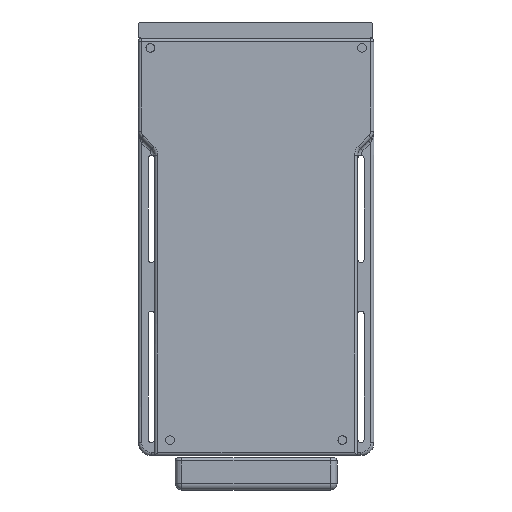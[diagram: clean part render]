
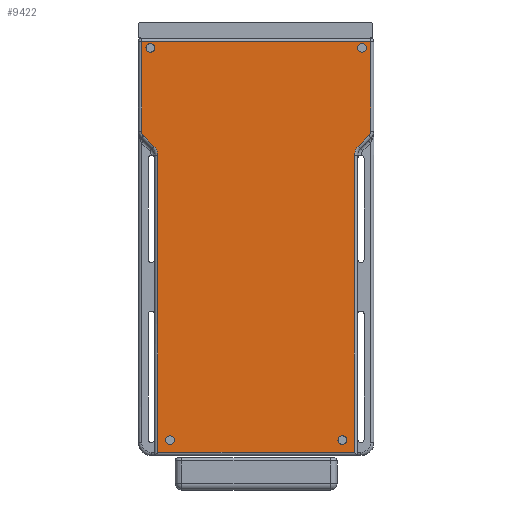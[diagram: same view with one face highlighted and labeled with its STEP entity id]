
A CAD part, left-side view. The second image highlights one B-rep face of the part: STEP entity #9422.
In plain terms, the highlighted face is planar.
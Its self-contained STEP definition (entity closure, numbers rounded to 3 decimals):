
#106=FACE_BOUND('',#1428,.T.);
#107=FACE_BOUND('',#1429,.T.);
#108=FACE_BOUND('',#1430,.T.);
#109=FACE_BOUND('',#1431,.T.);
#277=PLANE('',#10299);
#828=FACE_OUTER_BOUND('',#1427,.T.);
#1427=EDGE_LOOP('',(#7688,#7689,#7690,#7691,#7692,#7693,#7694,#7695,#7696,
#7697,#7698,#7699));
#1428=EDGE_LOOP('',(#7700));
#1429=EDGE_LOOP('',(#7701));
#1430=EDGE_LOOP('',(#7702));
#1431=EDGE_LOOP('',(#7703));
#2145=LINE('',#15383,#3017);
#2147=LINE('',#15391,#3019);
#2148=LINE('',#15403,#3020);
#2150=LINE('',#15414,#3022);
#2152=LINE('',#15418,#3024);
#2155=LINE('',#15429,#3027);
#2156=LINE('',#15440,#3028);
#2158=LINE('',#15449,#3030);
#3017=VECTOR('',#12345,10.);
#3019=VECTOR('',#12351,10.);
#3020=VECTOR('',#12366,10.);
#3022=VECTOR('',#12380,10.);
#3024=VECTOR('',#12384,10.);
#3027=VECTOR('',#12395,10.);
#3028=VECTOR('',#12408,10.);
#3030=VECTOR('',#12420,10.);
#3714=CIRCLE('',#10260,4.);
#3718=CIRCLE('',#10266,2.);
#3724=CIRCLE('',#10277,2.);
#3728=CIRCLE('',#10283,4.);
#3734=CIRCLE('',#10300,1.35);
#3735=CIRCLE('',#10301,1.35);
#3736=CIRCLE('',#10302,1.35);
#3737=CIRCLE('',#10303,1.35);
#4359=VERTEX_POINT('',#15376);
#4362=VERTEX_POINT('',#15381);
#4365=VERTEX_POINT('',#15388);
#4366=VERTEX_POINT('',#15390);
#4368=VERTEX_POINT('',#15395);
#4370=VERTEX_POINT('',#15401);
#4372=VERTEX_POINT('',#15407);
#4374=VERTEX_POINT('',#15417);
#4378=VERTEX_POINT('',#15427);
#4380=VERTEX_POINT('',#15432);
#4382=VERTEX_POINT('',#15438);
#4384=VERTEX_POINT('',#15444);
#4393=VERTEX_POINT('',#15486);
#4394=VERTEX_POINT('',#15488);
#4395=VERTEX_POINT('',#15490);
#4396=VERTEX_POINT('',#15492);
#5501=EDGE_CURVE('',#4362,#4359,#2145,.T.);
#5504=EDGE_CURVE('',#4365,#4366,#2147,.T.);
#5507=EDGE_CURVE('',#4368,#4365,#3714,.T.);
#5510=EDGE_CURVE('',#4370,#4368,#2148,.T.);
#5513=EDGE_CURVE('',#4372,#4370,#3718,.T.);
#5516=EDGE_CURVE('',#4359,#4372,#2150,.T.);
#5518=EDGE_CURVE('',#4366,#4374,#2152,.T.);
#5524=EDGE_CURVE('',#4378,#4362,#2155,.T.);
#5526=EDGE_CURVE('',#4380,#4378,#3724,.T.);
#5529=EDGE_CURVE('',#4382,#4380,#2156,.T.);
#5532=EDGE_CURVE('',#4384,#4382,#3728,.T.);
#5534=EDGE_CURVE('',#4374,#4384,#2158,.T.);
#5553=EDGE_CURVE('',#4393,#4393,#3734,.T.);
#5554=EDGE_CURVE('',#4394,#4394,#3735,.T.);
#5555=EDGE_CURVE('',#4395,#4395,#3736,.T.);
#5556=EDGE_CURVE('',#4396,#4396,#3737,.T.);
#7688=ORIENTED_EDGE('',*,*,#5504,.F.);
#7689=ORIENTED_EDGE('',*,*,#5507,.F.);
#7690=ORIENTED_EDGE('',*,*,#5510,.F.);
#7691=ORIENTED_EDGE('',*,*,#5513,.F.);
#7692=ORIENTED_EDGE('',*,*,#5516,.F.);
#7693=ORIENTED_EDGE('',*,*,#5501,.F.);
#7694=ORIENTED_EDGE('',*,*,#5524,.F.);
#7695=ORIENTED_EDGE('',*,*,#5526,.F.);
#7696=ORIENTED_EDGE('',*,*,#5529,.F.);
#7697=ORIENTED_EDGE('',*,*,#5532,.F.);
#7698=ORIENTED_EDGE('',*,*,#5534,.F.);
#7699=ORIENTED_EDGE('',*,*,#5518,.F.);
#7700=ORIENTED_EDGE('',*,*,#5553,.T.);
#7701=ORIENTED_EDGE('',*,*,#5554,.T.);
#7702=ORIENTED_EDGE('',*,*,#5555,.T.);
#7703=ORIENTED_EDGE('',*,*,#5556,.T.);
#9422=ADVANCED_FACE('',(#828,#106,#107,#108,#109),#277,.T.);
#10260=AXIS2_PLACEMENT_3D('',#15397,#12358,#12359);
#10266=AXIS2_PLACEMENT_3D('',#15409,#12372,#12373);
#10277=AXIS2_PLACEMENT_3D('',#15434,#12400,#12401);
#10283=AXIS2_PLACEMENT_3D('',#15446,#12414,#12415);
#10299=AXIS2_PLACEMENT_3D('',#15485,#12461,#12462);
#10300=AXIS2_PLACEMENT_3D('',#15487,#12463,#12464);
#10301=AXIS2_PLACEMENT_3D('',#15489,#12465,#12466);
#10302=AXIS2_PLACEMENT_3D('',#15491,#12467,#12468);
#10303=AXIS2_PLACEMENT_3D('',#15493,#12469,#12470);
#12345=DIRECTION('',(0.,-1.,0.));
#12351=DIRECTION('',(-1.,0.,0.));
#12358=DIRECTION('center_axis',(0.,0.,
1.));
#12359=DIRECTION('ref_axis',(0.383,0.924,0.));
#12366=DIRECTION('',(-0.707,0.707,0.));
#12372=DIRECTION('center_axis',(0.,0.,
-1.));
#12373=DIRECTION('ref_axis',(-0.383,-0.924,0.));
#12380=DIRECTION('',(-1.,0.,0.));
#12384=DIRECTION('',(0.,1.,0.));
#12395=DIRECTION('',(1.,0.,0.));
#12400=DIRECTION('center_axis',(0.,0.,
-1.));
#12401=DIRECTION('ref_axis',(-0.383,0.924,0.));
#12408=DIRECTION('',(0.707,0.707,0.));
#12414=DIRECTION('center_axis',(0.,0.,
1.));
#12415=DIRECTION('ref_axis',(0.383,-0.924,0.));
#12420=DIRECTION('',(1.,0.,0.));
#12461=DIRECTION('center_axis',(0.,0.,
1.));
#12462=DIRECTION('ref_axis',(1.,0.,0.));
#12463=DIRECTION('center_axis',(0.,0.,
-1.));
#12464=DIRECTION('ref_axis',(1.,0.,0.));
#12465=DIRECTION('center_axis',(0.,0.,
-1.));
#12466=DIRECTION('ref_axis',(1.,0.,0.));
#12467=DIRECTION('center_axis',(0.,0.,
-1.));
#12468=DIRECTION('ref_axis',(1.,0.,0.));
#12469=DIRECTION('center_axis',(0.,0.,
-1.));
#12470=DIRECTION('ref_axis',(1.,0.,0.));
#15376=CARTESIAN_POINT('',(44.1,-35.4,36.));
#15381=CARTESIAN_POINT('',(44.1,35.4,36.));
#15383=CARTESIAN_POINT('',(44.1,-17.7,36.));
#15388=CARTESIAN_POINT('',(8.857,-30.4,36.));
#15390=CARTESIAN_POINT('',(-82.9,-30.4,36.));
#15391=CARTESIAN_POINT('',(-51.65,-30.4,36.));
#15395=CARTESIAN_POINT('',(11.686,-31.572,36.));
#15397=CARTESIAN_POINT('Origin',(8.857,-34.4,36.));
#15401=CARTESIAN_POINT('',(14.928,-34.814,36.));
#15403=CARTESIAN_POINT('',(-3.979,-15.907,36.));
#15407=CARTESIAN_POINT('',(16.343,-35.4,36.));
#15409=CARTESIAN_POINT('Origin',(16.343,-33.4,36.));
#15414=CARTESIAN_POINT('',(-1.529,-35.4,36.));
#15417=CARTESIAN_POINT('',(-82.9,30.4,36.));
#15418=CARTESIAN_POINT('',(-82.9,15.7,36.));
#15427=CARTESIAN_POINT('',(16.343,35.4,36.));
#15429=CARTESIAN_POINT('',(12.35,35.4,36.));
#15432=CARTESIAN_POINT('',(14.928,34.814,36.));
#15434=CARTESIAN_POINT('Origin',(16.343,33.4,36.));
#15438=CARTESIAN_POINT('',(11.686,31.572,36.));
#15440=CARTESIAN_POINT('',(-2.357,17.529,36.));
#15444=CARTESIAN_POINT('',(8.857,30.4,36.));
#15446=CARTESIAN_POINT('Origin',(8.857,34.4,36.));
#15449=CARTESIAN_POINT('',(-5.271,30.4,36.));
#15485=CARTESIAN_POINT('Origin',(-19.4,0.,
36.));
#15486=CARTESIAN_POINT('',(40.75,32.7,36.));
#15487=CARTESIAN_POINT('Origin',(42.1,32.7,36.));
#15488=CARTESIAN_POINT('',(40.75,-32.7,36.));
#15489=CARTESIAN_POINT('Origin',(42.1,-32.7,36.));
#15490=CARTESIAN_POINT('',(-80.5,26.65,36.));
#15491=CARTESIAN_POINT('Origin',(-79.15,26.65,36.));
#15492=CARTESIAN_POINT('',(-80.5,-26.65,36.));
#15493=CARTESIAN_POINT('Origin',(-79.15,-26.65,36.));
